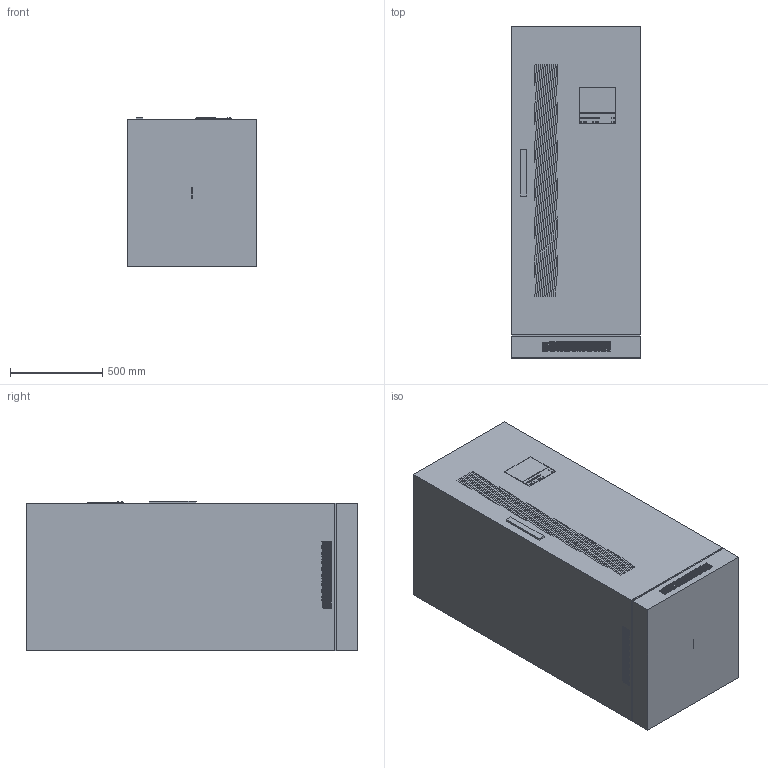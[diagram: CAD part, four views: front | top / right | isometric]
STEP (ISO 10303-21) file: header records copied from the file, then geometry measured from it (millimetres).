
FILE_DESCRIPTION (( 'STEP AP203' ), '1' );
FILE_NAME ('MPOB-100-3-00-T.STEP', '2023-10-13T10:31:21', ( '' ), ( '' ), 'SwSTEP 2.0', 'SolidWorks 2022', '' );
FILE_SCHEMA (( 'CONFIG_CONTROL_DESIGN' ));
Length unit declared in the file: millimetre
Products named in the file (1): MPOB-100-3-00-T
Bounding box: 700 x 1800 x 810 mm (x, y, z)
Volume: 1007095491.1 mm3; surface area: 6685105.2 mm2
Topology: 1 solids, 1 shells, 639 faces, 1443 edges, 962 vertices
Faces by surface type: plane 483, cylinder 156
Entity records: 17846 total; most frequent: CARTESIAN_POINT 3045, DIRECTION 3035, ORIENTED_EDGE 2886, EDGE_CURVE 1443, VECTOR 1131, LINE 1131, VERTEX_POINT 962, AXIS2_PLACEMENT_3D 952
